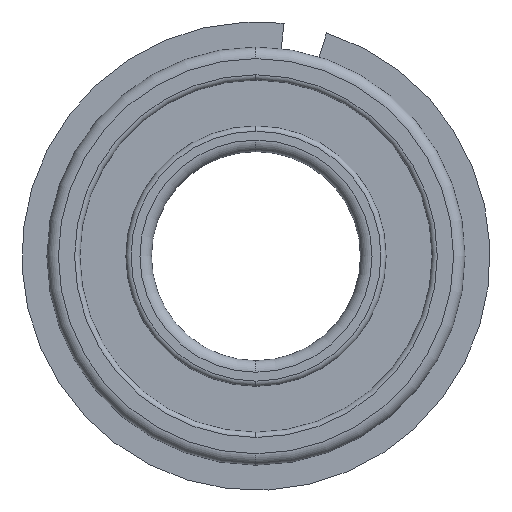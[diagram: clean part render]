
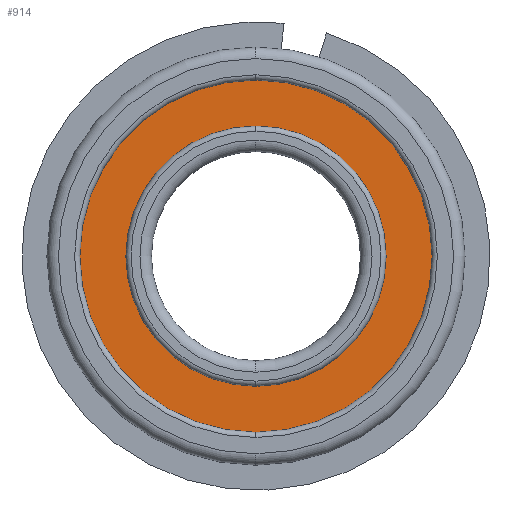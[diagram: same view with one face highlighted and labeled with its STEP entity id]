
A CAD part, front view. The second image highlights one B-rep face of the part: STEP entity #914.
In plain terms, the highlighted planar face has unit normal (0, -1, 0).
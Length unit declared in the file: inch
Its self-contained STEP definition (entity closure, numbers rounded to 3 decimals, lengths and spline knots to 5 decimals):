
#11 = CIRCLE ( 'NONE', #1053, 0.6225 ) ;
#136 = CIRCLE ( 'NONE', #1365, 0.6225 ) ;
#146 = CARTESIAN_POINT ( 'NONE',  ( 0., 0.0225, 0. ) ) ;
#175 = EDGE_CURVE ( 'NONE', #581, #717, #136, .T. ) ;
#231 = CARTESIAN_POINT ( 'NONE',  ( 0., 0.0225, 0.6225 ) ) ;
#288 = DIRECTION ( 'NONE',  ( 0., 0., 1. ) ) ;
#313 = EDGE_CURVE ( 'NONE', #912, #1153, #1575, .T. ) ;
#342 = CARTESIAN_POINT ( 'NONE',  ( 0., 0.0225, -0.8425 ) ) ;
#357 = CARTESIAN_POINT ( 'NONE',  ( 0., 0.0225, 0. ) ) ;
#358 = CARTESIAN_POINT ( 'NONE',  ( 0., 0.0225, 0. ) ) ;
#419 = CARTESIAN_POINT ( 'NONE',  ( 0., 0.0225, -0.6225 ) ) ;
#450 = AXIS2_PLACEMENT_3D ( 'NONE', #357, #1199, #472 ) ;
#451 = CARTESIAN_POINT ( 'NONE',  ( 0., 0.0225, 0. ) ) ;
#457 = PLANE ( 'NONE',  #754 ) ;
#472 = DIRECTION ( 'NONE',  ( 0., 0., 1. ) ) ;
#474 = DIRECTION ( 'NONE',  ( 0., 0., 1. ) ) ;
#489 = EDGE_CURVE ( 'NONE', #717, #581, #11, .T. ) ;
#581 = VERTEX_POINT ( 'NONE', #231 ) ;
#585 = DIRECTION ( 'NONE',  ( 0., 0., 1. ) ) ;
#591 = DIRECTION ( 'NONE',  ( 0., -1., 0. ) ) ;
#692 = ORIENTED_EDGE ( 'NONE', *, *, #313, .F. ) ;
#716 = ORIENTED_EDGE ( 'NONE', *, *, #1432, .F. ) ;
#717 = VERTEX_POINT ( 'NONE', #419 ) ;
#724 = CARTESIAN_POINT ( 'NONE',  ( 0., 0.0225, 0.8425 ) ) ;
#754 = AXIS2_PLACEMENT_3D ( 'NONE', #1302, #591, #1423 ) ;
#782 = FACE_BOUND ( 'NONE', #1343, .T. ) ;
#912 = VERTEX_POINT ( 'NONE', #342 ) ;
#914 = ADVANCED_FACE ( 'NONE', ( #1392, #782 ), #457, .T. ) ;
#1010 = DIRECTION ( 'NONE',  ( 0., 1., 0. ) ) ;
#1042 = EDGE_LOOP ( 'NONE', ( #716, #692 ) ) ;
#1053 = AXIS2_PLACEMENT_3D ( 'NONE', #358, #1201, #474 ) ;
#1109 = ORIENTED_EDGE ( 'NONE', *, *, #175, .T. ) ;
#1153 = VERTEX_POINT ( 'NONE', #724 ) ;
#1169 = AXIS2_PLACEMENT_3D ( 'NONE', #146, #1010, #288 ) ;
#1199 = DIRECTION ( 'NONE',  ( 0., 1., 0. ) ) ;
#1201 = DIRECTION ( 'NONE',  ( 0., 1., 0. ) ) ;
#1252 = ORIENTED_EDGE ( 'NONE', *, *, #489, .T. ) ;
#1297 = DIRECTION ( 'NONE',  ( 0., 1., 0. ) ) ;
#1302 = CARTESIAN_POINT ( 'NONE',  ( 0., 0.0225, 0. ) ) ;
#1343 = EDGE_LOOP ( 'NONE', ( #1252, #1109 ) ) ;
#1365 = AXIS2_PLACEMENT_3D ( 'NONE', #451, #1297, #585 ) ;
#1392 = FACE_OUTER_BOUND ( 'NONE', #1042, .T. ) ;
#1423 = DIRECTION ( 'NONE',  ( 0., 0., 1. ) ) ;
#1431 = CIRCLE ( 'NONE', #450, 0.8425 ) ;
#1432 = EDGE_CURVE ( 'NONE', #1153, #912, #1431, .T. ) ;
#1575 = CIRCLE ( 'NONE', #1169, 0.8425 ) ;
